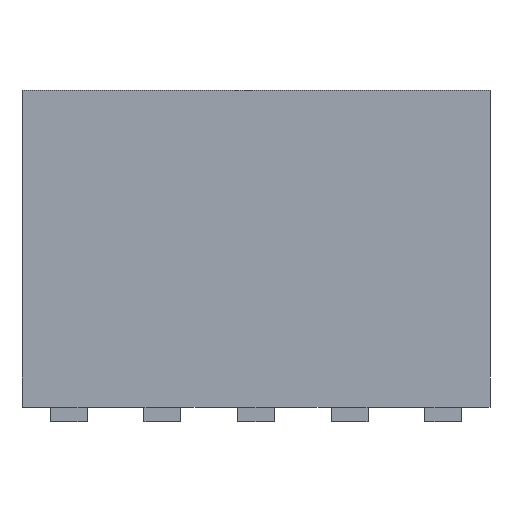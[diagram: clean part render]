
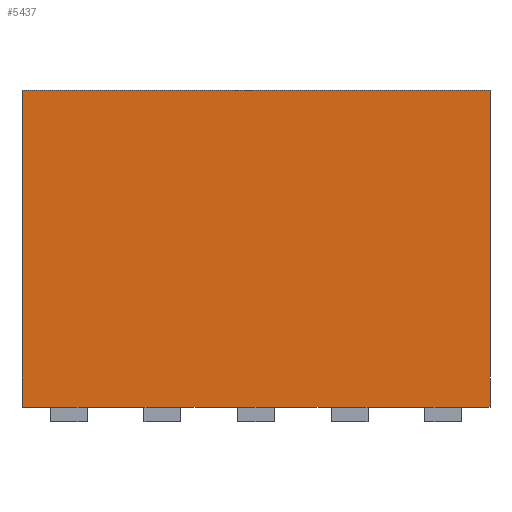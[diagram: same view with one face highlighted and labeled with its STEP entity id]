
A CAD part, front view. The second image highlights one B-rep face of the part: STEP entity #5437.
In plain terms, the highlighted planar face has unit normal (0, -1, 0).
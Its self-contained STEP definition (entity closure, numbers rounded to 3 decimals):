
#4 = EDGE_CURVE ( 'NONE', #3364, #3522, #6337, .T. ) ;
#12 = ORIENTED_EDGE ( 'NONE', *, *, #1938, .T. ) ;
#233 = ORIENTED_EDGE ( 'NONE', *, *, #4, .T. ) ;
#316 = CARTESIAN_POINT ( 'NONE',  ( -5.715, -1.5, 4.5 ) ) ;
#380 = VECTOR ( 'NONE', #5273, 1000. ) ;
#406 = DIRECTION ( 'NONE',  ( 0., 0., 1. ) ) ;
#451 = VERTEX_POINT ( 'NONE', #4856 ) ;
#475 = CARTESIAN_POINT ( 'NONE',  ( 0.635, -1.5, 4.5 ) ) ;
#505 = VERTEX_POINT ( 'NONE', #2429 ) ;
#639 = EDGE_CURVE ( 'NONE', #2467, #6194, #2701, .T. ) ;
#660 = CARTESIAN_POINT ( 'NONE',  ( 0.635, -1.5, 0.2 ) ) ;
#686 = LINE ( 'NONE', #5337, #380 ) ;
#850 = EDGE_CURVE ( 'NONE', #3522, #5733, #1383, .T. ) ;
#853 = CARTESIAN_POINT ( 'NONE',  ( 0.635, -1.5, 0.2 ) ) ;
#950 = CARTESIAN_POINT ( 'NONE',  ( -4.06, -1.5, 0.2 ) ) ;
#1011 = CARTESIAN_POINT ( 'NONE',  ( -2.29, -1.5, 0.2 ) ) ;
#1039 = DIRECTION ( 'NONE',  ( 1., 0., 0. ) ) ;
#1092 = EDGE_CURVE ( 'NONE', #3552, #3927, #3732, .T. ) ;
#1237 = VECTOR ( 'NONE', #4699, 1000. ) ;
#1242 = LINE ( 'NONE', #660, #5132 ) ;
#1339 = VECTOR ( 'NONE', #3581, 1000. ) ;
#1379 = ORIENTED_EDGE ( 'NONE', *, *, #2352, .F. ) ;
#1383 = LINE ( 'NONE', #853, #1586 ) ;
#1400 = FACE_OUTER_BOUND ( 'NONE', #2401, .T. ) ;
#1450 = VECTOR ( 'NONE', #1039, 1000. ) ;
#1553 = CARTESIAN_POINT ( 'NONE',  ( -5.715, -1.5, 0.2 ) ) ;
#1586 = VECTOR ( 'NONE', #2936, 1000. ) ;
#1651 = LINE ( 'NONE', #2504, #1339 ) ;
#1726 = LINE ( 'NONE', #3776, #2211 ) ;
#1737 = VERTEX_POINT ( 'NONE', #2734 ) ;
#1930 = EDGE_CURVE ( 'NONE', #6194, #451, #1651, .T. ) ;
#1938 = EDGE_CURVE ( 'NONE', #3927, #505, #2151, .T. ) ;
#1963 = PLANE ( 'NONE',  #4394 ) ;
#1976 = DIRECTION ( 'NONE',  ( 1., 0., 0. ) ) ;
#2151 = LINE ( 'NONE', #2648, #1237 ) ;
#2187 = CARTESIAN_POINT ( 'NONE',  ( -1.52, -1.5, 0.2 ) ) ;
#2202 = CARTESIAN_POINT ( 'NONE',  ( 0.635, -1.5, 0.2 ) ) ;
#2211 = VECTOR ( 'NONE', #5317, 1000. ) ;
#2352 = EDGE_CURVE ( 'NONE', #1737, #505, #4095, .T. ) ;
#2401 = EDGE_LOOP ( 'NONE', ( #5605, #5844, #2849, #5530, #5388, #233, #3727, #5972, #4626, #6004, #12, #1379, #2746, #4555 ) ) ;
#2429 = CARTESIAN_POINT ( 'NONE',  ( 0.635, -1.5, 0.2 ) ) ;
#2432 = LINE ( 'NONE', #4058, #5470 ) ;
#2454 = CARTESIAN_POINT ( 'NONE',  ( -5.33, -1.5, 0.2 ) ) ;
#2462 = LINE ( 'NONE', #475, #6286 ) ;
#2467 = VERTEX_POINT ( 'NONE', #5027 ) ;
#2504 = CARTESIAN_POINT ( 'NONE',  ( 0.635, -1.5, 0.2 ) ) ;
#2562 = VECTOR ( 'NONE', #2665, 1000. ) ;
#2648 = CARTESIAN_POINT ( 'NONE',  ( 0.635, -1.5, 0.2 ) ) ;
#2665 = DIRECTION ( 'NONE',  ( 1., 0., 0. ) ) ;
#2701 = LINE ( 'NONE', #5168, #2562 ) ;
#2734 = CARTESIAN_POINT ( 'NONE',  ( 0.635, -1.5, 4.5 ) ) ;
#2746 = ORIENTED_EDGE ( 'NONE', *, *, #6403, .F. ) ;
#2755 = VERTEX_POINT ( 'NONE', #5385 ) ;
#2766 = EDGE_CURVE ( 'NONE', #2755, #3552, #6305, .T. ) ;
#2849 = ORIENTED_EDGE ( 'NONE', *, *, #639, .T. ) ;
#2851 = DIRECTION ( 'NONE',  ( 1., 0., 0. ) ) ;
#2936 = DIRECTION ( 'NONE',  ( 1., 0., 0. ) ) ;
#3248 = LINE ( 'NONE', #5304, #1450 ) ;
#3252 = DIRECTION ( 'NONE',  ( 1., 0., 0. ) ) ;
#3331 = VECTOR ( 'NONE', #5380, 1000. ) ;
#3351 = CARTESIAN_POINT ( 'NONE',  ( 0.25, -1.5, 0.2 ) ) ;
#3364 = VERTEX_POINT ( 'NONE', #3393 ) ;
#3393 = CARTESIAN_POINT ( 'NONE',  ( -2.79, -1.5, 0.2 ) ) ;
#3427 = VERTEX_POINT ( 'NONE', #316 ) ;
#3484 = DIRECTION ( 'NONE',  ( 1., 0., 0. ) ) ;
#3522 = VERTEX_POINT ( 'NONE', #1011 ) ;
#3552 = VERTEX_POINT ( 'NONE', #4607 ) ;
#3581 = DIRECTION ( 'NONE',  ( 1., 0., 0. ) ) ;
#3648 = EDGE_CURVE ( 'NONE', #5195, #2467, #1242, .T. ) ;
#3727 = ORIENTED_EDGE ( 'NONE', *, *, #850, .T. ) ;
#3732 = LINE ( 'NONE', #6537, #3331 ) ;
#3776 = CARTESIAN_POINT ( 'NONE',  ( -5.715, -1.5, 4.5 ) ) ;
#3918 = EDGE_CURVE ( 'NONE', #451, #3364, #686, .T. ) ;
#3927 = VERTEX_POINT ( 'NONE', #3351 ) ;
#4035 = CARTESIAN_POINT ( 'NONE',  ( 0.635, -1.5, 4.5 ) ) ;
#4058 = CARTESIAN_POINT ( 'NONE',  ( 0.635, -1.5, 0.2 ) ) ;
#4095 = LINE ( 'NONE', #5607, #6037 ) ;
#4160 = EDGE_CURVE ( 'NONE', #6294, #5195, #3248, .T. ) ;
#4336 = EDGE_CURVE ( 'NONE', #5733, #2755, #2432, .T. ) ;
#4394 = AXIS2_PLACEMENT_3D ( 'NONE', #4035, #6642, #406 ) ;
#4548 = DIRECTION ( 'NONE',  ( 0., 0., -1. ) ) ;
#4555 = ORIENTED_EDGE ( 'NONE', *, *, #5090, .T. ) ;
#4607 = CARTESIAN_POINT ( 'NONE',  ( -0.25, -1.5, 0.2 ) ) ;
#4626 = ORIENTED_EDGE ( 'NONE', *, *, #2766, .T. ) ;
#4699 = DIRECTION ( 'NONE',  ( 1., 0., 0. ) ) ;
#4813 = VECTOR ( 'NONE', #4868, 1000. ) ;
#4856 = CARTESIAN_POINT ( 'NONE',  ( -3.56, -1.5, 0.2 ) ) ;
#4868 = DIRECTION ( 'NONE',  ( 1., 0., 0. ) ) ;
#5027 = CARTESIAN_POINT ( 'NONE',  ( -4.83, -1.5, 0.2 ) ) ;
#5090 = EDGE_CURVE ( 'NONE', #3427, #6294, #1726, .T. ) ;
#5132 = VECTOR ( 'NONE', #2851, 1000. ) ;
#5168 = CARTESIAN_POINT ( 'NONE',  ( 0.635, -1.5, 0.2 ) ) ;
#5195 = VERTEX_POINT ( 'NONE', #2454 ) ;
#5273 = DIRECTION ( 'NONE',  ( 1., 0., 0. ) ) ;
#5304 = CARTESIAN_POINT ( 'NONE',  ( 0.635, -1.5, 0.2 ) ) ;
#5317 = DIRECTION ( 'NONE',  ( 0., 0., -1. ) ) ;
#5337 = CARTESIAN_POINT ( 'NONE',  ( 0.635, -1.5, 0.2 ) ) ;
#5380 = DIRECTION ( 'NONE',  ( 1., 0., 0. ) ) ;
#5385 = CARTESIAN_POINT ( 'NONE',  ( -1.02, -1.5, 0.2 ) ) ;
#5388 = ORIENTED_EDGE ( 'NONE', *, *, #3918, .T. ) ;
#5437 = ADVANCED_FACE ( 'NONE', ( #1400 ), #1963, .F. ) ;
#5470 = VECTOR ( 'NONE', #3484, 1000. ) ;
#5530 = ORIENTED_EDGE ( 'NONE', *, *, #1930, .T. ) ;
#5605 = ORIENTED_EDGE ( 'NONE', *, *, #4160, .T. ) ;
#5607 = CARTESIAN_POINT ( 'NONE',  ( 0.635, -1.5, 4.5 ) ) ;
#5733 = VERTEX_POINT ( 'NONE', #2187 ) ;
#5787 = VECTOR ( 'NONE', #3252, 1000. ) ;
#5833 = CARTESIAN_POINT ( 'NONE',  ( 0.635, -1.5, 0.2 ) ) ;
#5844 = ORIENTED_EDGE ( 'NONE', *, *, #3648, .T. ) ;
#5972 = ORIENTED_EDGE ( 'NONE', *, *, #4336, .T. ) ;
#6004 = ORIENTED_EDGE ( 'NONE', *, *, #1092, .T. ) ;
#6037 = VECTOR ( 'NONE', #4548, 1000. ) ;
#6194 = VERTEX_POINT ( 'NONE', #950 ) ;
#6286 = VECTOR ( 'NONE', #1976, 1000. ) ;
#6294 = VERTEX_POINT ( 'NONE', #1553 ) ;
#6305 = LINE ( 'NONE', #2202, #4813 ) ;
#6337 = LINE ( 'NONE', #5833, #5787 ) ;
#6403 = EDGE_CURVE ( 'NONE', #3427, #1737, #2462, .T. ) ;
#6537 = CARTESIAN_POINT ( 'NONE',  ( 0.635, -1.5, 0.2 ) ) ;
#6642 = DIRECTION ( 'NONE',  ( 0., 1., 0. ) ) ;
